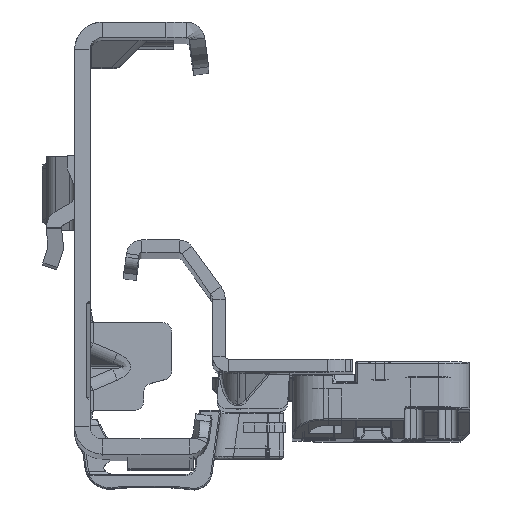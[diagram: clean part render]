
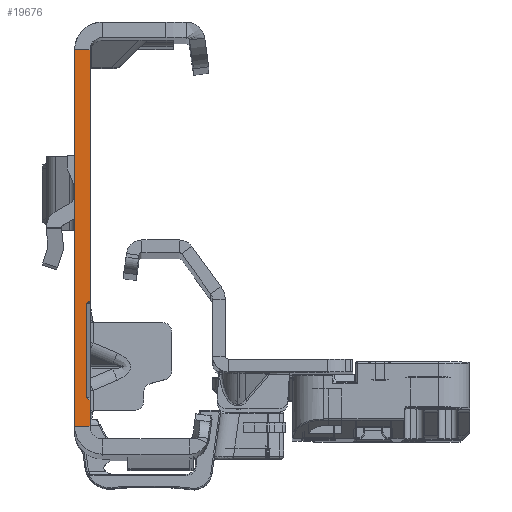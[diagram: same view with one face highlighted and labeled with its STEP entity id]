
A CAD part, top view. The second image highlights one B-rep face of the part: STEP entity #19676.
In plain terms, the highlighted planar face has unit normal (0, 0, 1).
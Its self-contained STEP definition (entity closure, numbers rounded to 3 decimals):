
#696 = CARTESIAN_POINT ( 'NONE',  ( -0.536, -9.85, 0. ) ) ;
#899 = VECTOR ( 'NONE', #19012, 1000. ) ;
#1848 = CARTESIAN_POINT ( 'NONE',  ( 0., -30., 0. ) ) ;
#4938 = CARTESIAN_POINT ( 'NONE',  ( 0., -32., 0. ) ) ;
#4945 = LINE ( 'NONE', #102584, #29336 ) ;
#5177 = CARTESIAN_POINT ( 'NONE',  ( 0., -9.932, 0. ) ) ;
#5710 = DIRECTION ( 'NONE',  ( -0.719, 0.695, 0. ) ) ;
#5727 = CARTESIAN_POINT ( 'NONE',  ( -0.536, -25.45, 0. ) ) ;
#6270 = VERTEX_POINT ( 'NONE', #5177 ) ;
#9832 = EDGE_CURVE ( 'NONE', #50705, #60850, #55814, .T. ) ;
#10805 = ORIENTED_EDGE ( 'NONE', *, *, #115537, .F. ) ;
#12085 = AXIS2_PLACEMENT_3D ( 'NONE', #93435, #43949, #106217 ) ;
#13421 = DIRECTION ( 'NONE',  ( 0., -1., 0. ) ) ;
#13804 = CARTESIAN_POINT ( 'NONE',  ( 0., -30., 0. ) ) ;
#14323 = CARTESIAN_POINT ( 'NONE',  ( -2.45, -30., 0. ) ) ;
#14490 = ORIENTED_EDGE ( 'NONE', *, *, #27896, .T. ) ;
#19012 = DIRECTION ( 'NONE',  ( 0.719, 0.695, 0. ) ) ;
#19676 = ADVANCED_FACE ( 'NONE', ( #42004 ), #42641, .T. ) ;
#20291 = CARTESIAN_POINT ( 'NONE',  ( -0.259, -10.182, 0. ) ) ;
#21430 = CARTESIAN_POINT ( 'NONE',  ( 0., 30., 0. ) ) ;
#24847 = ORIENTED_EDGE ( 'NONE', *, *, #75666, .T. ) ;
#26991 = DIRECTION ( 'NONE',  ( 0., -1., 0. ) ) ;
#27896 = EDGE_CURVE ( 'NONE', #127666, #93193, #109667, .T. ) ;
#29336 = VECTOR ( 'NONE', #13421, 1000. ) ;
#29818 = LINE ( 'NONE', #1848, #103660 ) ;
#34798 = VECTOR ( 'NONE', #108696, 1000. ) ;
#42004 = FACE_OUTER_BOUND ( 'NONE', #53473, .T. ) ;
#42641 = PLANE ( 'NONE',  #12085 ) ;
#43949 = DIRECTION ( 'NONE',  ( 0., 0., 1. ) ) ;
#46678 = CARTESIAN_POINT ( 'NONE',  ( 0.082, -26.047, 0. ) ) ;
#50705 = VERTEX_POINT ( 'NONE', #124971 ) ;
#53473 = EDGE_LOOP ( 'NONE', ( #85446, #24847, #76438, #74833, #14490, #10805, #64875, #90836 ) ) ;
#54723 = EDGE_CURVE ( 'NONE', #84623, #60850, #111250, .T. ) ;
#55814 = LINE ( 'NONE', #46678, #99010 ) ;
#59430 = CARTESIAN_POINT ( 'NONE',  ( 0., 30., 0. ) ) ;
#60850 = VERTEX_POINT ( 'NONE', #5727 ) ;
#62956 = VECTOR ( 'NONE', #120675, 1000. ) ;
#64875 = ORIENTED_EDGE ( 'NONE', *, *, #78902, .F. ) ;
#70636 = VECTOR ( 'NONE', #99770, 1000. ) ;
#74833 = ORIENTED_EDGE ( 'NONE', *, *, #91434, .T. ) ;
#75666 = EDGE_CURVE ( 'NONE', #84623, #6270, #119189, .T. ) ;
#76438 = ORIENTED_EDGE ( 'NONE', *, *, #123630, .F. ) ;
#76473 = LINE ( 'NONE', #4938, #100378 ) ;
#78902 = EDGE_CURVE ( 'NONE', #50705, #91697, #4945, .T. ) ;
#79964 = DIRECTION ( 'NONE',  ( -1., 0., 0. ) ) ;
#83403 = CARTESIAN_POINT ( 'NONE',  ( -0.536, -10.45, 0. ) ) ;
#84623 = VERTEX_POINT ( 'NONE', #83403 ) ;
#85446 = ORIENTED_EDGE ( 'NONE', *, *, #54723, .F. ) ;
#90013 = LINE ( 'NONE', #59430, #70636 ) ;
#90836 = ORIENTED_EDGE ( 'NONE', *, *, #9832, .T. ) ;
#91434 = EDGE_CURVE ( 'NONE', #125598, #127666, #90013, .T. ) ;
#91697 = VERTEX_POINT ( 'NONE', #13804 ) ;
#93193 = VERTEX_POINT ( 'NONE', #14323 ) ;
#93435 = CARTESIAN_POINT ( 'NONE',  ( -2.45, -32., 0. ) ) ;
#99010 = VECTOR ( 'NONE', #5710, 1000. ) ;
#99770 = DIRECTION ( 'NONE',  ( -1., 0., 0. ) ) ;
#100378 = VECTOR ( 'NONE', #26991, 1000. ) ;
#102584 = CARTESIAN_POINT ( 'NONE',  ( 0., -32., 0. ) ) ;
#103660 = VECTOR ( 'NONE', #79964, 1000. ) ;
#106217 = DIRECTION ( 'NONE',  ( 1., 0., 0. ) ) ;
#108696 = DIRECTION ( 'NONE',  ( 0., -1., 0. ) ) ;
#109667 = LINE ( 'NONE', #121307, #62956 ) ;
#109846 = CARTESIAN_POINT ( 'NONE',  ( -2.45, 30., 0. ) ) ;
#111250 = LINE ( 'NONE', #696, #34798 ) ;
#115537 = EDGE_CURVE ( 'NONE', #91697, #93193, #29818, .T. ) ;
#119189 = LINE ( 'NONE', #20291, #899 ) ;
#120675 = DIRECTION ( 'NONE',  ( 0., -1., 0. ) ) ;
#121307 = CARTESIAN_POINT ( 'NONE',  ( -2.45, -32., 0. ) ) ;
#123630 = EDGE_CURVE ( 'NONE', #125598, #6270, #76473, .T. ) ;
#124971 = CARTESIAN_POINT ( 'NONE',  ( 0., -25.968, 0. ) ) ;
#125598 = VERTEX_POINT ( 'NONE', #21430 ) ;
#127666 = VERTEX_POINT ( 'NONE', #109846 ) ;
